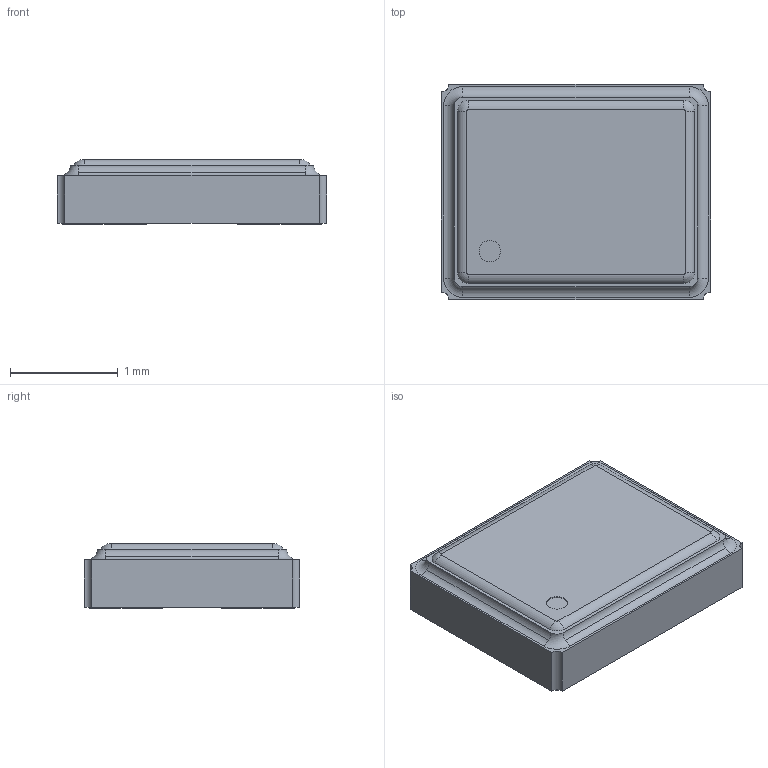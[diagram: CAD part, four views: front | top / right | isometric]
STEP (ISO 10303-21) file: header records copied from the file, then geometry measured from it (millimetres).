
FILE_DESCRIPTION(('STEP AP242'),'1');
FILE_NAME('Crystal_250X200X60.stp','2023-12-14T23:50:10',(' '),(' '),'Spatial InterOp 3D',' ',' ');
FILE_SCHEMA(('AP242_MANAGED_MODEL_BASED_3D_ENGINEERING_MIM_LF {1 0 10303 442 1 1 4}'));
Length unit declared in the file: metre
Products named in the file (2): Crystal_250X200X60; User Library-ASDK_series_ABRACON
Assembly tree (1 placements, depth 2):
  Crystal_250X200X60
    User Library-ASDK_series_ABRACON
Bounding box: 2.5 x 2 x 0.6 mm (x, y, z)
Volume: 2.8 mm3; surface area: 14.6 mm2
Topology: 1 solids, 1 shells, 55 faces, 138 edges, 92 vertices
Faces by surface type: plane 29, cylinder 18, torus 8
Entity records: 2157 total; most frequent: DIRECTION 304, CARTESIAN_POINT 287, ORIENTED_EDGE 276, EDGE_CURVE 138, AXIS2_PLACEMENT_3D 109, VERTEX_POINT 92, LINE 86, VECTOR 86
